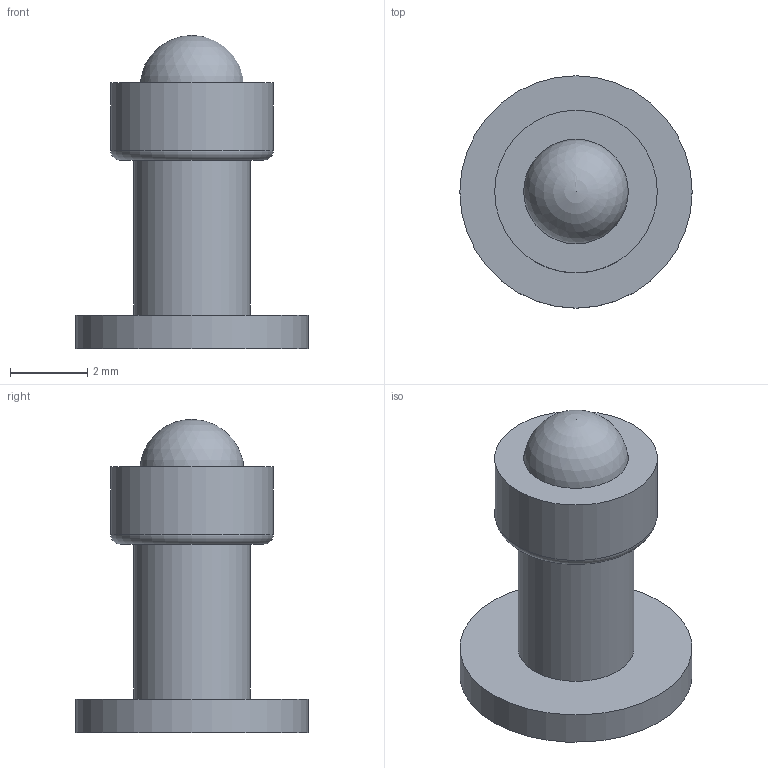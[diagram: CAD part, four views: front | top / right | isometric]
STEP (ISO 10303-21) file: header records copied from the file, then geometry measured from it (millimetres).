
FILE_DESCRIPTION( ( '' ), ' ' );
FILE_NAME( '5ed326e59a1f740f8e4cca42.step', '2020-05-31T03:39:17', ( '' ), ( '' ), ' ', ' ', ' ' );
FILE_SCHEMA( ( 'AUTOMOTIVE_DESIGN { 1 0 10303 214 1 1 1 1 }' ) );
Length unit declared in the file: metre
Products named in the file (1): Rivet ISO 15978 Ø3x6mm
Bounding box: 6 x 6 x 8.09 mm (x, y, z)
Volume: 75 mm3; surface area: 182.5 mm2
Topology: 1 solids, 1 shells, 12 faces, 23 edges, 15 vertices
Faces by surface type: cylinder 5, plane 4, sphere 2, torus 1
Full cylindrical faces by diameter (mm): 1.5 x1, 2.7 x1, 3 x1, 4.2 x1, 6 x1
Entity records: 354 total; most frequent: DIRECTION 48, CARTESIAN_POINT 37, AXIS2_PLACEMENT_3D 24, EDGE_LOOP 22, ORIENTED_EDGE 22, FACE_OUTER_BOUND 18, VERTEX_POINT 13, STYLED_ITEM 12
